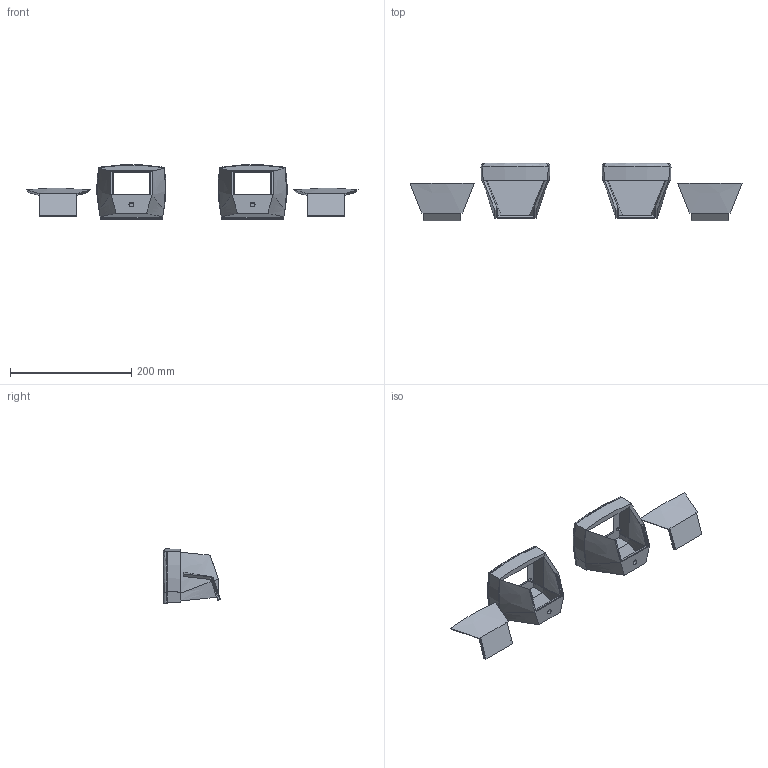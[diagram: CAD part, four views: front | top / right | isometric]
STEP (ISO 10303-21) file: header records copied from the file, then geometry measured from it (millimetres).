
FILE_DESCRIPTION(/* description */ (''),/* implementation_level */ '2;1');
FILE_NAME(/* name */ '09087e92-83ab-4e3f-a0dd-4e12bea9d9db.stp',/* time_stamp */ '2026-01-12T22:18:09Z',/* author */ (''),/* organization */ (''),/* preprocessor_version */ 'ST-DEVELOPER v20.1',/* originating_system */ 'Autodesk Translation Framework v14.24.0.0',/* authorisation */ '');
FILE_SCHEMA (('AUTOMOTIVE_DESIGN { 1 0 10303 214 3 1 1 }'));
Length unit declared in the file: millimetre
Products named in the file (6): 2025-11-19-22-14-54-661; 2025-11-19-23-36-59-696; 2025-11-23-00-16-59-247; 2025-11-19-23-36-59-696_1; 2025-11-23-00-16-59-247_1; 2025-11-23-01-04-55-530
Assembly tree (5 placements, depth 3):
  2025-11-19-22-14-54-661
    2025-11-19-23-36-59-696
      2025-11-23-00-16-59-247
    2025-11-19-23-36-59-696_1
      2025-11-23-00-16-59-247_1
      2025-11-23-01-04-55-530
Bounding box: 548.06 x 94.45 x 89.41 mm (x, y, z)
Volume: 370815.3 mm3; surface area: 150116 mm2
Topology: 4 solids, 4 shells, 230 faces, 594 edges, 378 vertices
Faces by surface type: plane 145, bspline 38, cylinder 20, torus 17, cone 10
Full cylindrical faces by diameter (mm): 2.8 x8, 8 x2
Entity records: 8251 total; most frequent: CARTESIAN_POINT 2762, ORIENTED_EDGE 1188, DIRECTION 975, EDGE_CURVE 594, LINE 389, VECTOR 389, VERTEX_POINT 378, AXIS2_PLACEMENT_3D 293
